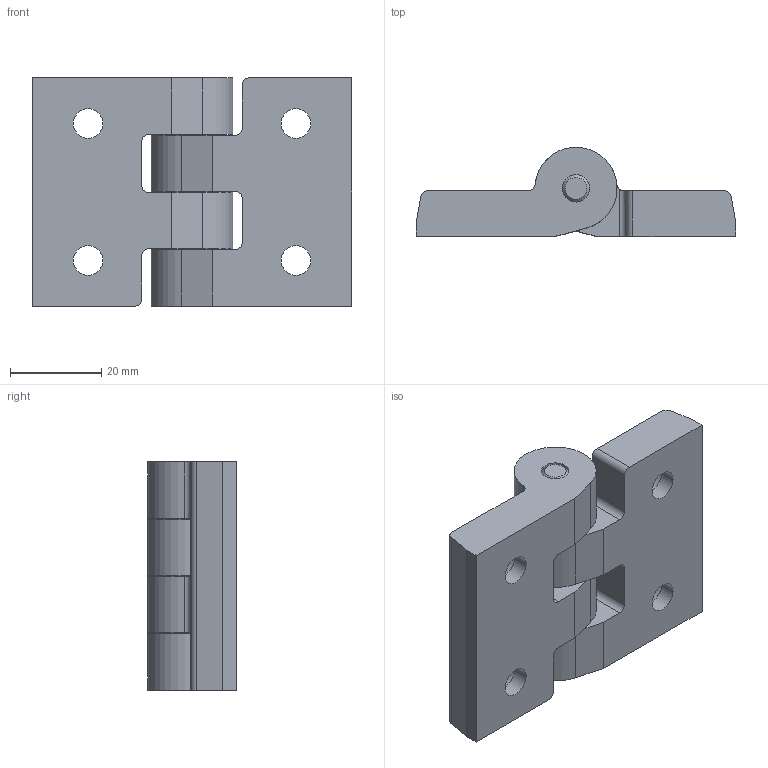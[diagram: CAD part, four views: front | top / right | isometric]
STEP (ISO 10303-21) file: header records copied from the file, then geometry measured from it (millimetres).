
FILE_DESCRIPTION(/* description */ ('CERNIERA 69.5x50 NERA'),/* implementation_level */ '2;1');
FILE_NAME(/* name */ 'CCRYY0000020.stp',/* time_stamp */ '2019-10-08T09:44:11+02:00',/* author */ ('fzagni'),/* organization */ (''),/* preprocessor_version */ 'ST-DEVELOPER v17.2',/* originating_system */ 'Autodesk Inventor 2019',/* authorisation */ '');
FILE_SCHEMA (('AUTOMOTIVE_DESIGN { 1 0 10303 214 3 1 1 }'));
Length unit declared in the file: millimetre
Products named in the file (3): CCRYY0000020; 440000013986; 440000013987
Assembly tree (3 placements, depth 2):
  CCRYY0000020
    440000013986  x2
    440000013987
Bounding box: 70 x 19.47 x 50 mm (x, y, z)
Volume: 36048.6 mm3; surface area: 14742.3 mm2
Topology: 3 solids, 3 shells, 65 faces, 175 edges, 120 vertices
Faces by surface type: plane 32, cylinder 31, cone 2
Full cylindrical faces by diameter (mm): 6 x5, 6.5 x4, 10 x4
Entity records: 1256 total; most frequent: CARTESIAN_POINT 221, DIRECTION 210, ORIENTED_EDGE 182, EDGE_CURVE 91, AXIS2_PLACEMENT_3D 81, VERTEX_POINT 62, LINE 48, VECTOR 48
